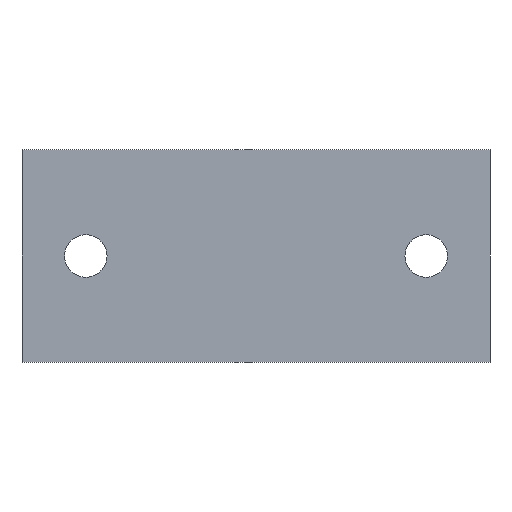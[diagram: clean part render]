
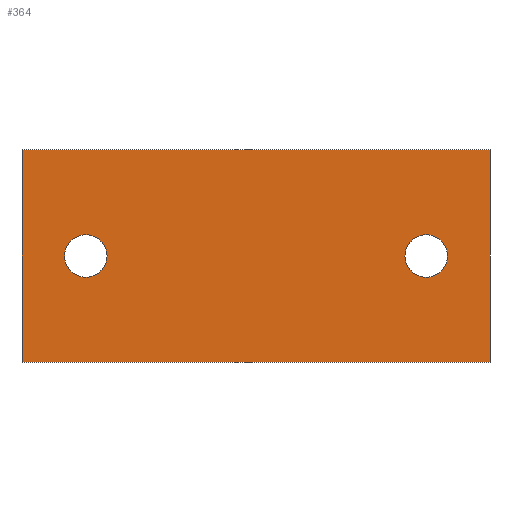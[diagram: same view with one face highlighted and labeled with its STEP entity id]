
A CAD part, left-side view. The second image highlights one B-rep face of the part: STEP entity #364.
In plain terms, the highlighted planar face has unit normal (-1, 0, 0).
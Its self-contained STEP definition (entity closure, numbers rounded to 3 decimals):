
#29=LINE('',#568,#47);
#33=LINE('',#576,#51);
#36=LINE('',#582,#54);
#39=LINE('',#587,#57);
#47=VECTOR('',#456,50.);
#51=VECTOR('',#462,110.);
#54=VECTOR('',#467,50.);
#57=VECTOR('',#472,110.);
#70=PLANE('',#404);
#83=FACE_BOUND('',#132,.T.);
#84=FACE_BOUND('',#133,.T.);
#85=FACE_BOUND('',#134,.T.);
#132=EDGE_LOOP('',(#289));
#133=EDGE_LOOP('',(#290));
#134=EDGE_LOOP('',(#291,#292,#293,#294));
#164=CIRCLE('',#394,5.);
#166=CIRCLE('',#397,5.);
#186=VERTEX_POINT('',#556);
#188=VERTEX_POINT('',#561);
#190=VERTEX_POINT('',#566);
#191=VERTEX_POINT('',#567);
#194=VERTEX_POINT('',#575);
#196=VERTEX_POINT('',#581);
#219=EDGE_CURVE('',#186,#186,#164,.T.);
#221=EDGE_CURVE('',#188,#188,#166,.T.);
#223=EDGE_CURVE('',#190,#191,#29,.T.);
#227=EDGE_CURVE('',#194,#190,#33,.T.);
#230=EDGE_CURVE('',#196,#194,#36,.T.);
#233=EDGE_CURVE('',#191,#196,#39,.T.);
#289=ORIENTED_EDGE('',*,*,#219,.T.);
#290=ORIENTED_EDGE('',*,*,#221,.T.);
#291=ORIENTED_EDGE('',*,*,#233,.F.);
#292=ORIENTED_EDGE('',*,*,#223,.F.);
#293=ORIENTED_EDGE('',*,*,#227,.F.);
#294=ORIENTED_EDGE('',*,*,#230,.F.);
#364=ADVANCED_FACE('',(#83,#84,#85),#70,.F.);
#394=AXIS2_PLACEMENT_3D('',#557,#444,#445);
#397=AXIS2_PLACEMENT_3D('',#562,#450,#451);
#404=AXIS2_PLACEMENT_3D('',#590,#476,#477);
#444=DIRECTION('center_axis',(1.,0.,0.));
#445=DIRECTION('ref_axis',(0.,0.,-1.));
#450=DIRECTION('center_axis',(1.,0.,0.));
#451=DIRECTION('ref_axis',(0.,0.,-1.));
#456=DIRECTION('',(0.,0.,1.));
#462=DIRECTION('',(0.,1.,0.));
#467=DIRECTION('',(0.,0.,-1.));
#472=DIRECTION('',(0.,-1.,0.));
#476=DIRECTION('center_axis',(1.,0.,0.));
#477=DIRECTION('ref_axis',(0.,0.,-1.));
#556=CARTESIAN_POINT('',(0.,-15.,-20.));
#557=CARTESIAN_POINT('Origin',(0.,-15.,-25.));
#561=CARTESIAN_POINT('',(0.,-95.,-20.));
#562=CARTESIAN_POINT('Origin',(0.,-95.,-25.));
#566=CARTESIAN_POINT('',(0.,0.,-50.));
#567=CARTESIAN_POINT('',(0.,0.,0.));
#568=CARTESIAN_POINT('',(0.,0.,-50.));
#575=CARTESIAN_POINT('',(0.,-110.,-50.));
#576=CARTESIAN_POINT('',(0.,-110.,-50.));
#581=CARTESIAN_POINT('',(0.,-110.,0.));
#582=CARTESIAN_POINT('',(0.,-110.,0.));
#587=CARTESIAN_POINT('',(0.,0.,0.));
#590=CARTESIAN_POINT('Origin',(0.,-55.,-25.));
